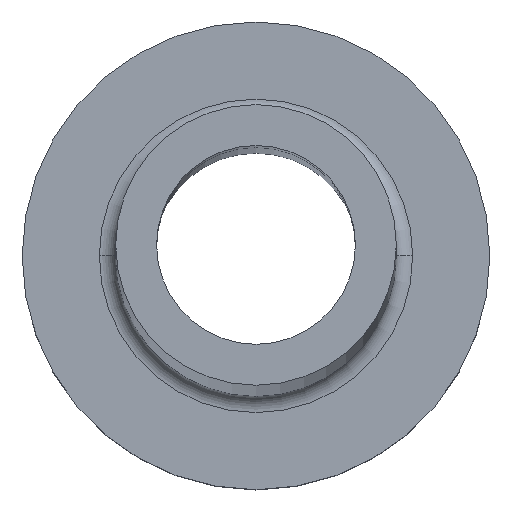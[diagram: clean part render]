
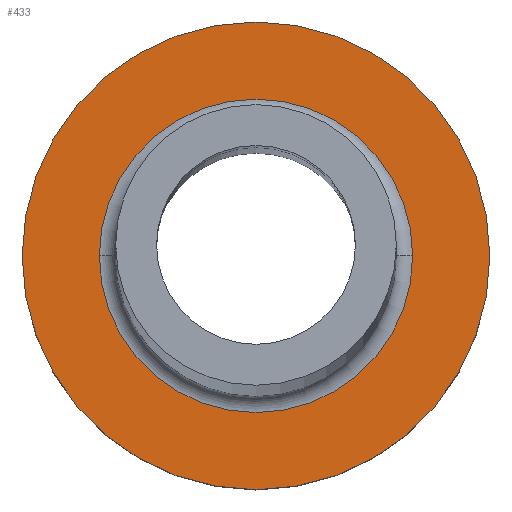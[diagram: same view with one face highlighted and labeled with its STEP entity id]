
A CAD part, top view. The second image highlights one B-rep face of the part: STEP entity #433.
In plain terms, the highlighted planar face has unit normal (0, 0, 1).
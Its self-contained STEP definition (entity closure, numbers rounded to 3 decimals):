
#5 = DIRECTION ( 'NONE',  ( 0., 0., 1. ) ) ;
#6 = ORIENTED_EDGE ( 'NONE', *, *, #405, .T. ) ;
#10 = ORIENTED_EDGE ( 'NONE', *, *, #272, .T. ) ;
#41 = VERTEX_POINT ( 'NONE', #222 ) ;
#42 = AXIS2_PLACEMENT_3D ( 'NONE', #376, #271, #268 ) ;
#43 = CARTESIAN_POINT ( 'NONE',  ( 6.7, 0., 7. ) ) ;
#50 = PLANE ( 'NONE',  #42 ) ;
#57 = CIRCLE ( 'NONE', #231, 6.7 ) ;
#62 = VERTEX_POINT ( 'NONE', #377 ) ;
#108 = CARTESIAN_POINT ( 'NONE',  ( 0., 0., 7. ) ) ;
#112 = FACE_OUTER_BOUND ( 'NONE', #177, .T. ) ;
#115 = FACE_BOUND ( 'NONE', #286, .T. ) ;
#121 = DIRECTION ( 'NONE',  ( 1., 0., 0. ) ) ;
#139 = ORIENTED_EDGE ( 'NONE', *, *, #359, .T. ) ;
#147 = AXIS2_PLACEMENT_3D ( 'NONE', #280, #287, #205 ) ;
#173 = CARTESIAN_POINT ( 'NONE',  ( 0., 0., 7. ) ) ;
#177 = EDGE_LOOP ( 'NONE', ( #6, #139 ) ) ;
#205 = DIRECTION ( 'NONE',  ( 1., 0., 0. ) ) ;
#222 = CARTESIAN_POINT ( 'NONE',  ( -6.7, 0., 7. ) ) ;
#231 = AXIS2_PLACEMENT_3D ( 'NONE', #276, #414, #457 ) ;
#236 = EDGE_CURVE ( 'NONE', #41, #362, #57, .T. ) ;
#240 = CIRCLE ( 'NONE', #415, 10. ) ;
#255 = CIRCLE ( 'NONE', #147, 10. ) ;
#258 = DIRECTION ( 'NONE',  ( 0., 0., -1. ) ) ;
#268 = DIRECTION ( 'NONE',  ( 1., 0., 0. ) ) ;
#271 = DIRECTION ( 'NONE',  ( 0., 0., 1. ) ) ;
#272 = EDGE_CURVE ( 'NONE', #362, #41, #448, .T. ) ;
#276 = CARTESIAN_POINT ( 'NONE',  ( 0., 0., 7. ) ) ;
#280 = CARTESIAN_POINT ( 'NONE',  ( 0., 0., 7. ) ) ;
#286 = EDGE_LOOP ( 'NONE', ( #10, #322 ) ) ;
#287 = DIRECTION ( 'NONE',  ( 0., 0., 1. ) ) ;
#318 = VERTEX_POINT ( 'NONE', #361 ) ;
#322 = ORIENTED_EDGE ( 'NONE', *, *, #236, .T. ) ;
#359 = EDGE_CURVE ( 'NONE', #62, #318, #255, .T. ) ;
#361 = CARTESIAN_POINT ( 'NONE',  ( -10., 0., 7. ) ) ;
#362 = VERTEX_POINT ( 'NONE', #43 ) ;
#376 = CARTESIAN_POINT ( 'NONE',  ( 0., 0., 7. ) ) ;
#377 = CARTESIAN_POINT ( 'NONE',  ( 10., 0., 7. ) ) ;
#387 = AXIS2_PLACEMENT_3D ( 'NONE', #108, #258, #427 ) ;
#405 = EDGE_CURVE ( 'NONE', #318, #62, #240, .T. ) ;
#414 = DIRECTION ( 'NONE',  ( 0., 0., -1. ) ) ;
#415 = AXIS2_PLACEMENT_3D ( 'NONE', #173, #5, #121 ) ;
#427 = DIRECTION ( 'NONE',  ( 1., 0., 0. ) ) ;
#433 = ADVANCED_FACE ( 'NONE', ( #115, #112 ), #50, .T. ) ;
#448 = CIRCLE ( 'NONE', #387, 6.7 ) ;
#457 = DIRECTION ( 'NONE',  ( 1., 0., 0. ) ) ;
